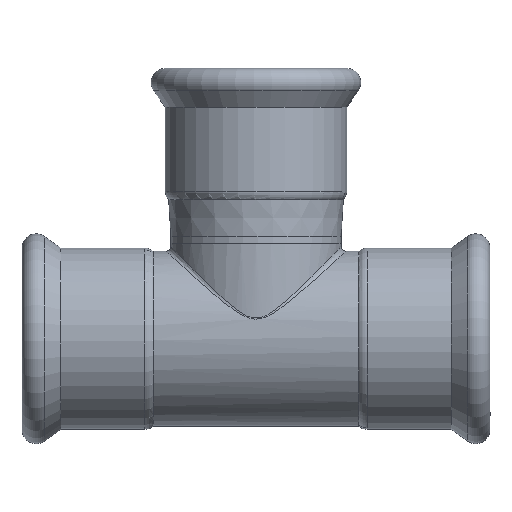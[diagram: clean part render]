
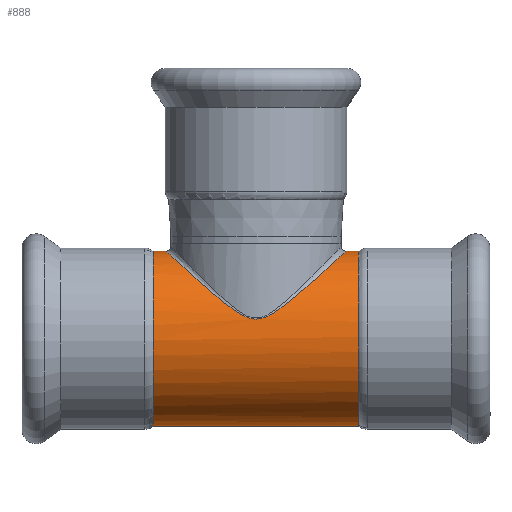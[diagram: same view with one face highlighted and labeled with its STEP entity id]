
A CAD part, front view. The second image highlights one B-rep face of the part: STEP entity #888.
In plain terms, the highlighted cylindrical face has radius 18.5 mm (diameter 37 mm), a full revolution.
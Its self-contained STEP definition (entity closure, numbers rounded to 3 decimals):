
#21=B_SPLINE_CURVE_WITH_KNOTS('',5,(#1882,#1883,#1884,#1885,#1886,#1887,
#1888,#1889,#1890,#1891,#1892,#1893,#1894,#1895,#1896,#1897,#1898,#1899,
#1900,#1901,#1902,#1903,#1904,#1905,#1906,#1907,#1908,#1909,#1910,#1911,
#1912,#1913,#1914,#1915,#1916,#1917,#1918,#1919,#1920,#1921,#1922,#1923,
#1924,#1925,#1926),.UNSPECIFIED.,.F.,.F.,(6,3,3,3,3,3,3,3,3,3,3,3,3,3,6),
(0.,14.965,23.91,33.845,37.921,40.805,
42.966,46.498,50.029,52.19,55.073,59.146,
74.357,81.228,92.996),.UNSPECIFIED.);
#22=B_SPLINE_CURVE_WITH_KNOTS('',5,(#1927,#1928,#1929,#1930,#1931,#1932,
#1933,#1934,#1935,#1936,#1937,#1938,#1939,#1940,#1941,#1942,#1943,#1944,
#1945,#1946,#1947,#1948,#1949,#1950,#1951,#1952,#1953,#1954,#1955,#1956,
#1957,#1958,#1959,#1960,#1961,#1962,#1963,#1964,#1965),.UNSPECIFIED.,.F.,
 .F.,(6,3,3,3,3,3,3,3,3,3,3,3,6),(0.,9.301,17.152,
26.924,36.94,42.284,45.948,48.932,50.84,
56.544,66.206,78.457,92.996),.UNSPECIFIED.);
#56=CYLINDRICAL_SURFACE('',#1023,18.5);
#79=LINE('',#1879,#108);
#108=VECTOR('',#1261,18.5);
#141=FACE_BOUND('',#243,.T.);
#178=FACE_OUTER_BOUND('',#242,.T.);
#242=EDGE_LOOP('',(#673,#674,#675,#676,#677,#678));
#243=EDGE_LOOP('',(#679,#680));
#289=CIRCLE('',#965,18.5);
#290=CIRCLE('',#966,18.5);
#296=CIRCLE('',#975,18.5);
#297=CIRCLE('',#976,18.5);
#366=VERTEX_POINT('',#1418);
#367=VERTEX_POINT('',#1420);
#371=VERTEX_POINT('',#1434);
#372=VERTEX_POINT('',#1436);
#396=VERTEX_POINT('',#1880);
#397=VERTEX_POINT('',#1881);
#444=EDGE_CURVE('',#366,#367,#289,.T.);
#445=EDGE_CURVE('',#367,#366,#290,.T.);
#452=EDGE_CURVE('',#372,#371,#296,.F.);
#453=EDGE_CURVE('',#371,#372,#297,.F.);
#493=EDGE_CURVE('',#372,#367,#79,.T.);
#494=EDGE_CURVE('',#396,#397,#21,.F.);
#495=EDGE_CURVE('',#397,#396,#22,.T.);
#673=ORIENTED_EDGE('',*,*,#452,.T.);
#674=ORIENTED_EDGE('',*,*,#453,.T.);
#675=ORIENTED_EDGE('',*,*,#493,.T.);
#676=ORIENTED_EDGE('',*,*,#444,.F.);
#677=ORIENTED_EDGE('',*,*,#445,.F.);
#678=ORIENTED_EDGE('',*,*,#493,.F.);
#679=ORIENTED_EDGE('',*,*,#494,.F.);
#680=ORIENTED_EDGE('',*,*,#495,.F.);
#888=ADVANCED_FACE('',(#178,#141),#56,.T.);
#965=AXIS2_PLACEMENT_3D('',#1421,#1133,#1134);
#966=AXIS2_PLACEMENT_3D('',#1422,#1135,#1136);
#975=AXIS2_PLACEMENT_3D('',#1437,#1154,#1155);
#976=AXIS2_PLACEMENT_3D('',#1438,#1156,#1157);
#1023=AXIS2_PLACEMENT_3D('',#1878,#1259,#1260);
#1133=DIRECTION('center_axis',(1.,0.,0.));
#1134=DIRECTION('ref_axis',(0.,-1.,0.));
#1135=DIRECTION('center_axis',(1.,0.,0.));
#1136=DIRECTION('ref_axis',(0.,-1.,0.));
#1154=DIRECTION('center_axis',(-1.,0.,0.));
#1155=DIRECTION('ref_axis',(0.,1.,0.));
#1156=DIRECTION('center_axis',(-1.,0.,0.));
#1157=DIRECTION('ref_axis',(0.,1.,0.));
#1259=DIRECTION('center_axis',(-1.,0.,0.));
#1260=DIRECTION('ref_axis',(0.,0.,1.));
#1261=DIRECTION('',(1.,0.,0.));
#1418=CARTESIAN_POINT('',(21.745,-16.235,-8.869));
#1420=CARTESIAN_POINT('',(21.745,0.,-18.5));
#1421=CARTESIAN_POINT('Origin',(21.745,0.,0.));
#1422=CARTESIAN_POINT('Origin',(21.745,0.,0.));
#1434=CARTESIAN_POINT('',(-21.745,-16.235,8.869));
#1436=CARTESIAN_POINT('',(-21.745,0.,-18.5));
#1437=CARTESIAN_POINT('Origin',(-21.745,0.,0.));
#1438=CARTESIAN_POINT('Origin',(-21.745,0.,0.));
#1878=CARTESIAN_POINT('Origin',(0.,0.,0.));
#1879=CARTESIAN_POINT('',(0.,0.,-18.5));
#1880=CARTESIAN_POINT('',(19.,0.,18.5));
#1881=CARTESIAN_POINT('',(-19.,0.,18.5));
#1882=CARTESIAN_POINT('Ctrl Pts',(-19.,0.,18.5));
#1883=CARTESIAN_POINT('Ctrl Pts',(-19.,2.118,18.5));
#1884=CARTESIAN_POINT('Ctrl Pts',(-18.672,4.236,18.197));
#1885=CARTESIAN_POINT('Ctrl Pts',(-18.017,6.216,17.592));
#1886=CARTESIAN_POINT('Ctrl Pts',(-16.62,9.056,16.304));
#1887=CARTESIAN_POINT('Ctrl Pts',(-14.794,11.387,14.638));
#1888=CARTESIAN_POINT('Ctrl Pts',(-14.063,12.188,13.973));
#1889=CARTESIAN_POINT('Ctrl Pts',(-12.439,13.731,12.506));
#1890=CARTESIAN_POINT('Ctrl Pts',(-10.663,14.98,10.931));
#1891=CARTESIAN_POINT('Ctrl Pts',(-9.694,15.559,10.084));
#1892=CARTESIAN_POINT('Ctrl Pts',(-8.284,16.271,8.874));
#1893=CARTESIAN_POINT('Ctrl Pts',(-6.801,16.84,7.674));
#1894=CARTESIAN_POINT('Ctrl Pts',(-6.363,16.993,7.327));
#1895=CARTESIAN_POINT('Ctrl Pts',(-5.602,17.235,6.741));
#1896=CARTESIAN_POINT('Ctrl Pts',(-4.815,17.442,6.175));
#1897=CARTESIAN_POINT('Ctrl Pts',(-4.483,17.521,5.945));
#1898=CARTESIAN_POINT('Ctrl Pts',(-3.892,17.65,5.553));
#1899=CARTESIAN_POINT('Ctrl Pts',(-3.277,17.758,5.19));
#1900=CARTESIAN_POINT('Ctrl Pts',(-3.008,17.801,5.04));
#1901=CARTESIAN_POINT('Ctrl Pts',(-2.287,17.904,4.669));
#1902=CARTESIAN_POINT('Ctrl Pts',(-1.522,17.976,4.375));
#1903=CARTESIAN_POINT('Ctrl Pts',(-1.026,18.009,4.234));
#1904=CARTESIAN_POINT('Ctrl Pts',(-0.001,18.042,4.091));
#1905=CARTESIAN_POINT('Ctrl Pts',(1.025,18.009,4.234));
#1906=CARTESIAN_POINT('Ctrl Pts',(1.52,17.977,4.375));
#1907=CARTESIAN_POINT('Ctrl Pts',(2.285,17.904,4.668));
#1908=CARTESIAN_POINT('Ctrl Pts',(3.006,17.801,5.039));
#1909=CARTESIAN_POINT('Ctrl Pts',(3.275,17.759,5.189));
#1910=CARTESIAN_POINT('Ctrl Pts',(3.889,17.65,5.552));
#1911=CARTESIAN_POINT('Ctrl Pts',(4.48,17.522,5.943));
#1912=CARTESIAN_POINT('Ctrl Pts',(4.812,17.442,6.173));
#1913=CARTESIAN_POINT('Ctrl Pts',(5.6,17.236,6.739));
#1914=CARTESIAN_POINT('Ctrl Pts',(6.36,16.995,7.324));
#1915=CARTESIAN_POINT('Ctrl Pts',(6.798,16.841,7.671));
#1916=CARTESIAN_POINT('Ctrl Pts',(8.839,16.059,9.323));
#1917=CARTESIAN_POINT('Ctrl Pts',(10.742,15.004,10.994));
#1918=CARTESIAN_POINT('Ctrl Pts',(12.176,13.997,12.268));
#1919=CARTESIAN_POINT('Ctrl Pts',(14.125,12.253,14.027));
#1920=CARTESIAN_POINT('Ctrl Pts',(15.789,10.079,15.546));
#1921=CARTESIAN_POINT('Ctrl Pts',(16.276,9.36,15.992));
#1922=CARTESIAN_POINT('Ctrl Pts',(17.494,7.295,17.11));
#1923=CARTESIAN_POINT('Ctrl Pts',(18.391,4.933,17.937));
#1924=CARTESIAN_POINT('Ctrl Pts',(18.797,3.331,18.313));
#1925=CARTESIAN_POINT('Ctrl Pts',(19.,1.665,18.5));
#1926=CARTESIAN_POINT('Ctrl Pts',(19.,0.,18.5));
#1927=CARTESIAN_POINT('Ctrl Pts',(-19.,0.,18.5));
#1928=CARTESIAN_POINT('Ctrl Pts',(-19.,-1.316,18.5));
#1929=CARTESIAN_POINT('Ctrl Pts',(-18.873,-2.632,18.383));
#1930=CARTESIAN_POINT('Ctrl Pts',(-18.62,-3.916,18.149));
#1931=CARTESIAN_POINT('Ctrl Pts',(-17.95,-6.181,17.53));
#1932=CARTESIAN_POINT('Ctrl Pts',(-16.962,-8.217,16.621));
#1933=CARTESIAN_POINT('Ctrl Pts',(-16.453,-9.094,16.154));
#1934=CARTESIAN_POINT('Ctrl Pts',(-15.208,-10.939,15.014));
#1935=CARTESIAN_POINT('Ctrl Pts',(-13.762,-12.506,13.701));
#1936=CARTESIAN_POINT('Ctrl Pts',(-12.912,-13.293,12.934));
#1937=CARTESIAN_POINT('Ctrl Pts',(-11.112,-14.724,11.322));
#1938=CARTESIAN_POINT('Ctrl Pts',(-9.168,-15.844,9.631));
#1939=CARTESIAN_POINT('Ctrl Pts',(-8.149,-16.336,8.765));
#1940=CARTESIAN_POINT('Ctrl Pts',(-6.543,-16.979,7.432));
#1941=CARTESIAN_POINT('Ctrl Pts',(-4.82,-17.451,6.167));
#1942=CARTESIAN_POINT('Ctrl Pts',(-4.204,-17.595,5.741));
#1943=CARTESIAN_POINT('Ctrl Pts',(-3.126,-17.802,5.059));
#1944=CARTESIAN_POINT('Ctrl Pts',(-1.95,-17.939,4.527));
#1945=CARTESIAN_POINT('Ctrl Pts',(-1.451,-17.983,4.345));
#1946=CARTESIAN_POINT('Ctrl Pts',(-0.504,-18.034,4.128));
#1947=CARTESIAN_POINT('Ctrl Pts',(0.468,-18.027,4.155));
#1948=CARTESIAN_POINT('Ctrl Pts',(0.9,-18.012,4.222));
#1949=CARTESIAN_POINT('Ctrl Pts',(1.586,-17.97,4.402));
#1950=CARTESIAN_POINT('Ctrl Pts',(2.237,-17.903,4.665));
#1951=CARTESIAN_POINT('Ctrl Pts',(2.486,-17.873,4.778));
#1952=CARTESIAN_POINT('Ctrl Pts',(3.459,-17.742,5.26));
#1953=CARTESIAN_POINT('Ctrl Pts',(4.362,-17.562,5.846));
#1954=CARTESIAN_POINT('Ctrl Pts',(5.016,-17.403,6.305));
#1955=CARTESIAN_POINT('Ctrl Pts',(6.725,-16.913,7.58));
#1956=CARTESIAN_POINT('Ctrl Pts',(8.325,-16.253,8.913));
#1957=CARTESIAN_POINT('Ctrl Pts',(9.303,-15.77,9.748));
#1958=CARTESIAN_POINT('Ctrl Pts',(11.449,-14.513,11.618));
#1959=CARTESIAN_POINT('Ctrl Pts',(13.418,-12.876,13.388));
#1960=CARTESIAN_POINT('Ctrl Pts',(14.456,-11.833,14.329));
#1961=CARTESIAN_POINT('Ctrl Pts',(16.54,-9.259,16.231));
#1962=CARTESIAN_POINT('Ctrl Pts',(18.072,-6.047,17.642));
#1963=CARTESIAN_POINT('Ctrl Pts',(18.691,-4.115,18.214));
#1964=CARTESIAN_POINT('Ctrl Pts',(19.,-2.058,18.5));
#1965=CARTESIAN_POINT('Ctrl Pts',(19.,0.,18.5));
